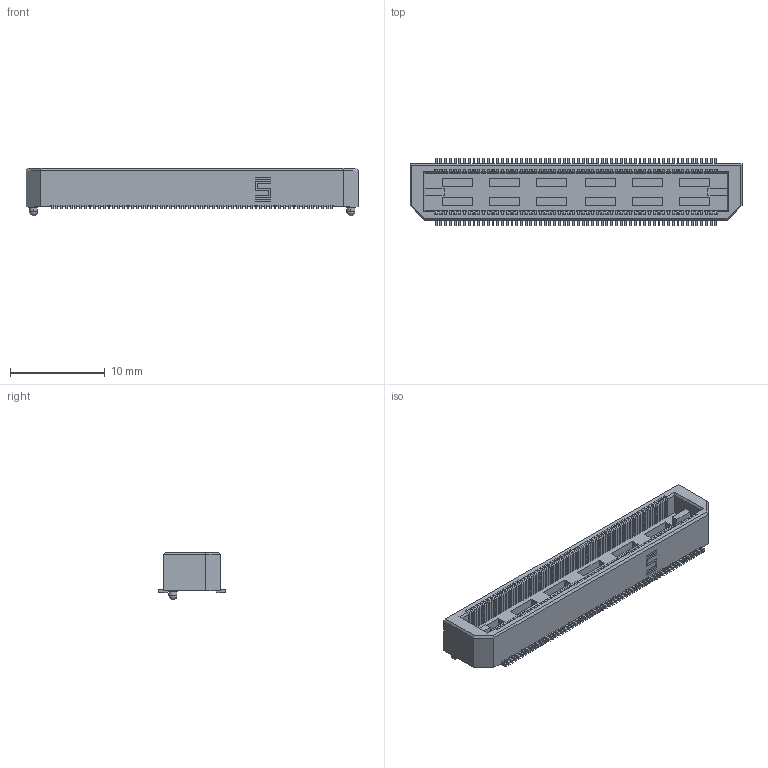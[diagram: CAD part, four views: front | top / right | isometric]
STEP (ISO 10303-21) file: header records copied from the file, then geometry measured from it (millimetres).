
FILE_DESCRIPTION(('FreeCAD Model'),'2;1');
FILE_NAME('CONN2332.stp','2016-07-19T08:19:04' ,('FreeCAD'),('FreeCAD'),'Open CASCADE STEP processor 6.3','FreeCAD', 'Unknown');
FILE_SCHEMA(('AUTOMOTIVE_DESIGN_CC2 { 1 2 10303 214 -1 1 5 4 }'));
Length unit declared in the file: millimetre
Products named in the file (121): =>[0:1:1:2]008; =>[0:1:1:2]004; =>[0:1:1:2]005; =>[0:1:1:2]003; =>[0:1:1:2]007; =>[0:1:1:2]006; =>[0:1:1:2]119; =>[0:1:1:2]118; =>[0:1:1:2]117; =>[0:1:1:2]115; =>[0:1:1:2]114; =>[0:1:1:2]116; =>[0:1:1:2]011; =>[0:1:1:2]010; =>[0:1:1:2]009; =>[0:1:1:2]017; =>[0:1:1:2]018; =>[0:1:1:2]014; =>[0:1:1:2]015; =>[0:1:1:2]021; =>[0:1:1:2]016; =>[0:1:1:2]013; =>[0:1:1:2]020; =>[0:1:1:2]019; =>[0:1:1:2]012; =>[0:1:1:2]110; =>[0:1:1:2]108; =>[0:1:1:2]111; =>[0:1:1:2]109; =>[0:1:1:2]112; =>[0:1:1:2]113; =>[0:1:1:2]079; =>[0:1:1:2]078; =>[0:1:1:2]083; =>[0:1:1:2]080; =>[0:1:1:2]087; =>[0:1:1:2]085; =>[0:1:1:2]077; =>[0:1:1:2]081; =>[0:1:1:2]086 ...
Bounding box: 35.01 x 7.11 x 5.02 mm (x, y, z)
Volume: 464.3 mm3; surface area: 2321.2 mm2
Topology: 121 solids, 121 shells, 7587 faces, 21040 edges, 13594 vertices
Faces by surface type: plane 6737, cylinder 604, bspline 240, torus 4, sphere 2
Entity records: 514133 total; most frequent: CARTESIAN_POINT 98072, DIRECTION 74062, LINE 56318, VECTOR 56318, ORIENTED_EDGE 42076, PCURVE 42076, DEFINITIONAL_REPRESENTATION 42076, EDGE_CURVE 21038
